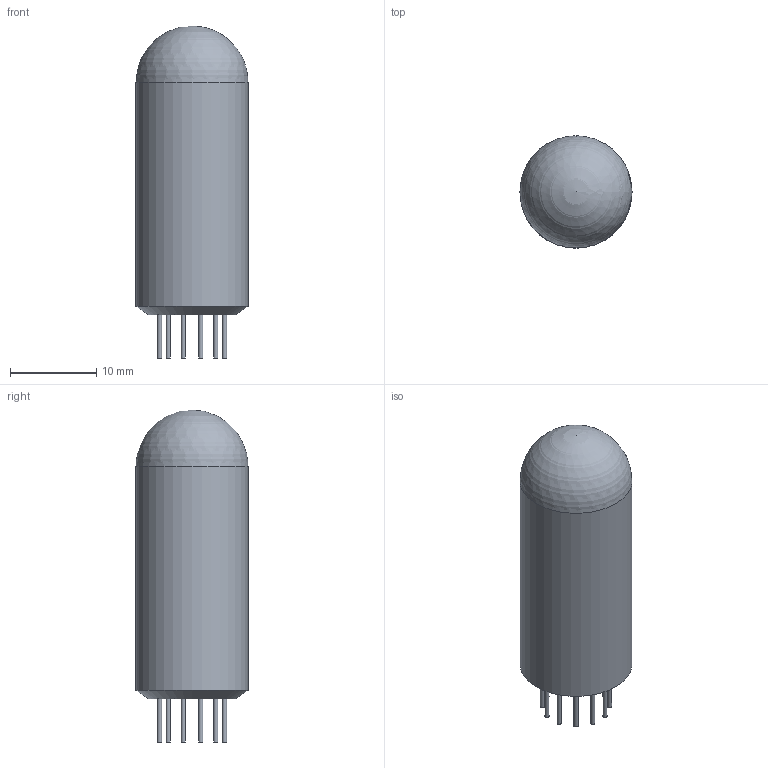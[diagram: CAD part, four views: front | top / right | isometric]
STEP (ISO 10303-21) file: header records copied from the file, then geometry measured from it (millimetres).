
FILE_DESCRIPTION(('FreeCAD Model'),'2;1');
FILE_NAME('Open CASCADE Shape Model','2024-10-31T19:26:56',('Author'),( ''),'Open CASCADE STEP processor 7.6','FreeCAD','Unknown');
FILE_SCHEMA(('AUTOMOTIVE_DESIGN { 1 0 10303 214 1 1 1 1 }'));
Length unit declared in the file: millimetre
Products named in the file (19): Unnamed; cylinder; sphere; cylinder001; union; cylinder002; cylinder003; cylinder004; cylinder005; cylinder006; cylinder007; cylinder008; cylinder009; cylinder010; cylinder011; cylinder012; Group; cylinder013; union001
Assembly tree (18 placements, depth 2):
  Unnamed
    cylinder
    sphere
    cylinder001
    union
    cylinder002
    cylinder003
    cylinder004
    cylinder005
    cylinder006
    cylinder007
    cylinder008
    cylinder009
    cylinder010
    cylinder011
    cylinder012
    Group
    cylinder013
    union001
Bounding box: 13 x 13 x 38.5 mm (x, y, z)
Surface area: 5348 mm2
Topology: 28 solids, 28 shells, 108 faces, 128 edges, 84 vertices
Faces by surface type: plane 64, cylinder 38, sphere 3, cone 3
Full cylindrical faces by diameter (mm): 0.5 x35, 13 x3
Entity records: 3033 total; most frequent: DIRECTION 459, CARTESIAN_POINT 333, ORIENTED_EDGE 246, AXIS2_PLACEMENT_3D 209, EDGE_CURVE 123, FACE_BOUND 120, EDGE_LOOP 119, ADVANCED_FACE 108
